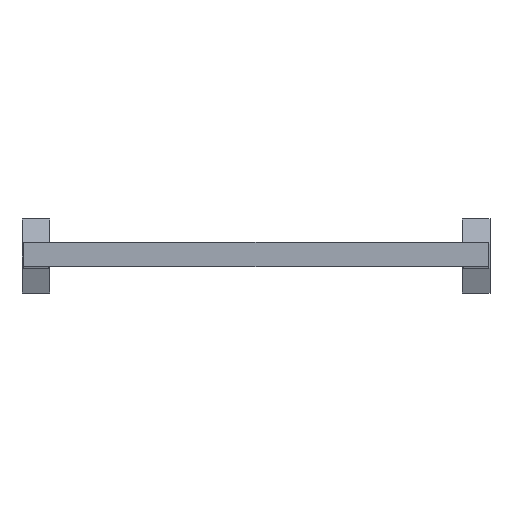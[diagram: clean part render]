
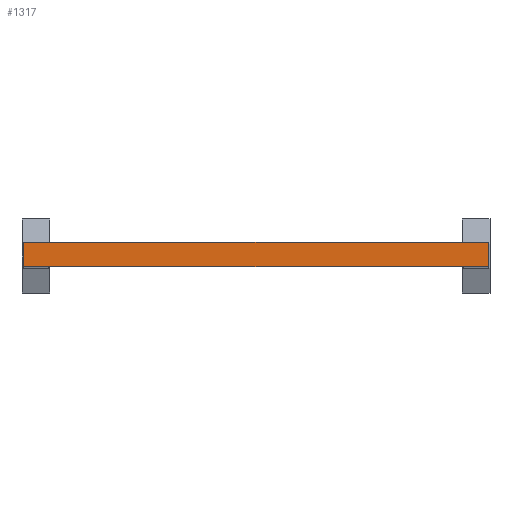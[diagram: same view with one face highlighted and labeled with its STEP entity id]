
A CAD part, top view. The second image highlights one B-rep face of the part: STEP entity #1317.
In plain terms, the highlighted planar face has unit normal (0, 0, 1).
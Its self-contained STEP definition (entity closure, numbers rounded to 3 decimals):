
#156=LINE('',#4542,#250);
#157=LINE('',#4545,#251);
#158=LINE('',#4547,#252);
#159=LINE('',#4549,#253);
#250=VECTOR('',#3909,1.);
#251=VECTOR('',#3910,1.);
#252=VECTOR('',#3911,1.);
#253=VECTOR('',#3912,1.);
#952=PLANE('',#3139);
#1101=FACE_OUTER_BOUND('',#1812,.T.);
#1317=ADVANCED_FACE('',(#1101),#952,.F.);
#1812=EDGE_LOOP('',(#2238,#2239,#2240,#2241));
#2238=ORIENTED_EDGE('',*,*,#2660,.T.);
#2239=ORIENTED_EDGE('',*,*,#2661,.F.);
#2240=ORIENTED_EDGE('',*,*,#2662,.F.);
#2241=ORIENTED_EDGE('',*,*,#2663,.T.);
#2442=VERTEX_POINT('',#4543);
#2443=VERTEX_POINT('',#4544);
#2444=VERTEX_POINT('',#4546);
#2445=VERTEX_POINT('',#4548);
#2660=EDGE_CURVE('',#2442,#2443,#156,.T.);
#2661=EDGE_CURVE('',#2444,#2443,#157,.T.);
#2662=EDGE_CURVE('',#2445,#2444,#158,.T.);
#2663=EDGE_CURVE('',#2445,#2442,#159,.T.);
#3139=AXIS2_PLACEMENT_3D('',#4550,#3913,#3914);
#3909=DIRECTION('',(-1.,0.,0.));
#3910=DIRECTION('',(0.,1.,0.));
#3911=DIRECTION('',(-1.,0.,0.));
#3912=DIRECTION('',(0.,1.,0.));
#3913=DIRECTION('',(0.,0.,-1.));
#3914=DIRECTION('',(-1.,0.,0.));
#4542=CARTESIAN_POINT('',(565.,30.,40.));
#4543=CARTESIAN_POINT('',(565.,30.,40.));
#4544=CARTESIAN_POINT('',(-565.,30.,40.));
#4545=CARTESIAN_POINT('',(-565.,-30.,40.));
#4546=CARTESIAN_POINT('',(-565.,-30.,40.));
#4547=CARTESIAN_POINT('',(565.,-30.,40.));
#4548=CARTESIAN_POINT('',(565.,-30.,40.));
#4549=CARTESIAN_POINT('',(565.,-30.,40.));
#4550=CARTESIAN_POINT('',(565.,-30.,40.));
